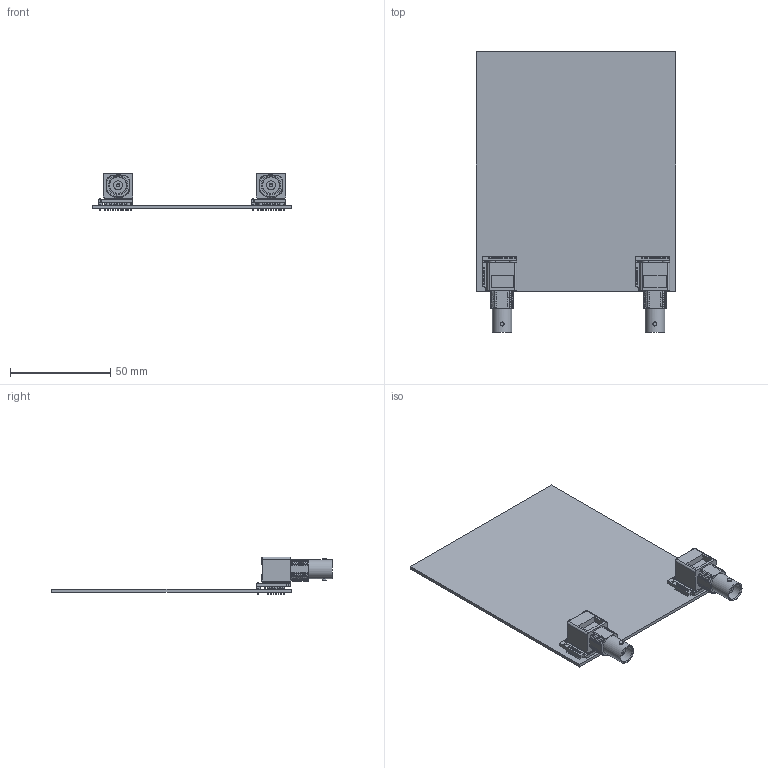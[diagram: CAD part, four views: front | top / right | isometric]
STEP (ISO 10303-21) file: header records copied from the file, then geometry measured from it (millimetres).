
FILE_DESCRIPTION(('KiCad electronic assembly'),'2;1');
FILE_NAME('Reference_BNC.step','2025-10-04T13:48:56',('Pcbnew'),('Kicad' ),'Open CASCADE STEP processor 7.6','KiCad to STEP converter', 'Unknown');
FILE_SCHEMA(('AUTOMOTIVE_DESIGN { 1 0 10303 214 1 1 1 1 }'));
Length unit declared in the file: millimetre
Products named in the file (11): Reference_BNC 1; BNC; BNC_Amphenol_B6252HB-NPP3G-50_Horizontal; PinHeader_1x11_P1.27mm_Vertical; PinHeader_1x07_P1.27mm_Vertical; 50mil_BNC_breakout_silkscreen; 50mil_BNC_breakout_soldermask; 50mil_BNC_breakout_PCB; Protoboard_Noppera-boo50mil_100mmX120mm_PCB
Assembly tree (11 placements, depth 3):
  Reference_BNC 1
    BNC  x2
      BNC_Amphenol_B6252HB-NPP3G-50_Horizontal
      PinHeader_1x11_P1.27mm_Vertical
      PinHeader_1x07_P1.27mm_Vertical
      50mil_BNC_breakout_silkscreen
      50mil_BNC_breakout_silkscreen
      50mil_BNC_breakout_soldermask
      50mil_BNC_breakout_soldermask
      50mil_BNC_breakout_PCB
    Protoboard_Noppera-boo50mil_100mmX120mm_PCB
Bounding box: 99.6 x 140.02 x 18.78 mm (x, y, z)
Volume: 25077.7 mm3; surface area: 33805.3 mm2
Topology: 9 solids, 45 shells, 1500 faces, 4112 edges, 2768 vertices
Faces by surface type: plane 1044, bspline 238, cylinder 202, cone 12, torus 4
Full cylindrical faces by diameter (mm): 0.65 x72, 0.67 x8, 0.89 x4, 1.3 x2, 1.6 x2, 1.8 x4, 2 x8, 2.01 x4, 2.5 x4, 3.2 x6, 3.5 x2, 3.8 x2, 4.4 x2, 8.25 x2, 9.65 x2
Entity records: 29517 total; most frequent: CARTESIAN_POINT 10179, ORIENTED_EDGE 4019, DIRECTION 3364, EDGE_CURVE 2116, LINE 1448, VECTOR 1448, VERTEX_POINT 1424, FACE_BOUND 986
